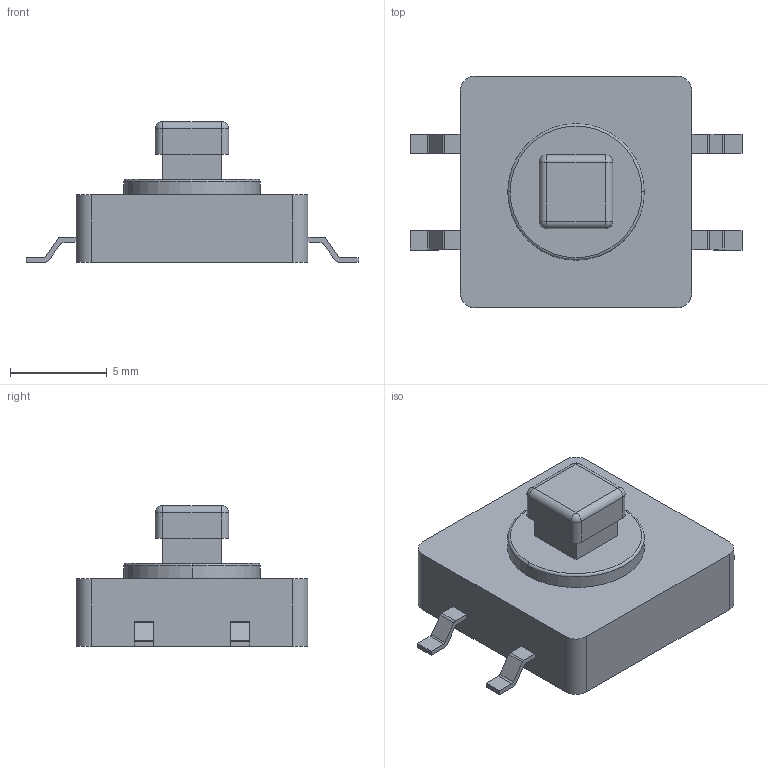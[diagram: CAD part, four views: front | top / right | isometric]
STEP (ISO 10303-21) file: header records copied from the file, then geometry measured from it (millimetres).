
FILE_DESCRIPTION((''),'2;1');
FILE_NAME('95C12C4GWT','2016-03-18T',('eketcik'),(''),'PRO/ENGINEER BY PARAMETRIC TECHNOLOGY CORPORATION, 2011490','PRO/ENGINEER BY PARAMETRIC TECHNOLOGY CORPORATION, 2011490','');
FILE_SCHEMA(('CONFIG_CONTROL_DESIGN'));
Length unit declared in the file: inch
Products named in the file (1): 95C12C4GWT
Bounding box: 17.17 x 11.99 x 7.29 mm (x, y, z)
Volume: 571.9 mm3; surface area: 545.2 mm2
Topology: 1 solids, 1 shells, 89 faces, 226 edges, 146 vertices
Faces by surface type: plane 53, cylinder 30, sphere 4, torus 2
Entity records: 2712 total; most frequent: DIRECTION 468, CARTESIAN_POINT 461, ORIENTED_EDGE 452, EDGE_CURVE 226, VECTOR 162, LINE 162, AXIS2_PLACEMENT_3D 153, VERTEX_POINT 146
